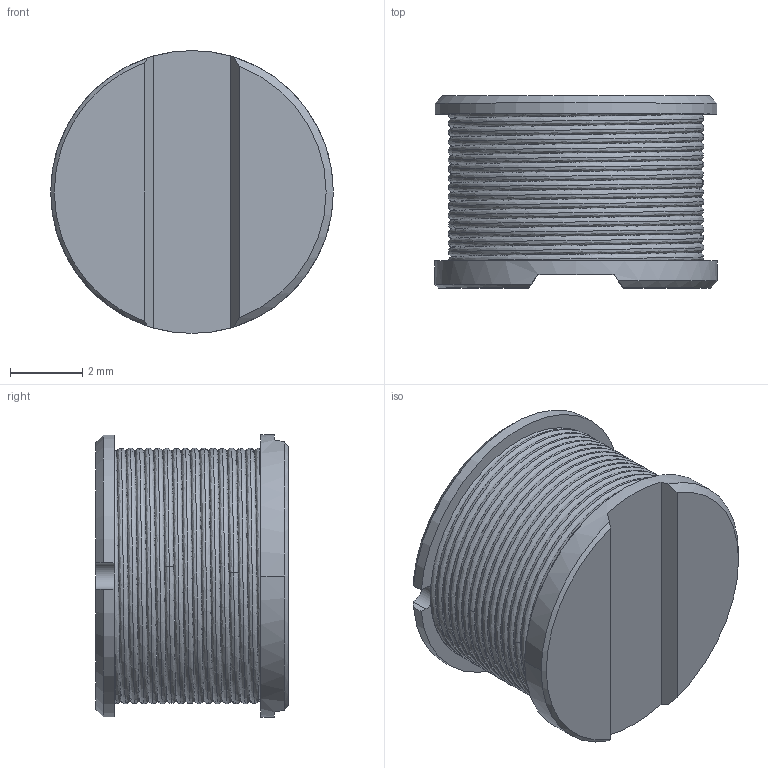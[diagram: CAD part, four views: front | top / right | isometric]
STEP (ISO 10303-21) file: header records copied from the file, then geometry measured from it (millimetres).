
FILE_DESCRIPTION((''),'2;1');
FILE_NAME('SDR0805','2012-08-15T',('ryans'),('Bourns, Inc.'),'PRO/ENGINEER BY PARAMETRIC TECHNOLOGY CORPORATION, 2010100','PRO/ENGINEER BY PARAMETRIC TECHNOLOGY CORPORATION, 2010100','');
FILE_SCHEMA(('CONFIG_CONTROL_DESIGN'));
Length unit declared in the file: millimetre
Products named in the file (1): SDR0805
Bounding box: 7.8 x 5.3 x 7.8 mm (x, y, z)
Volume: 69.2 mm3; surface area: 481.2 mm2
Topology: 1 solids, 1 shells, 37 faces, 88 edges, 54 vertices
Faces by surface type: plane 17, bspline 10, cylinder 6, cone 4
Entity records: 10900 total; most frequent: CARTESIAN_POINT 10103, ORIENTED_EDGE 176, DIRECTION 124, EDGE_CURVE 88, VERTEX_POINT 54, AXIS2_PLACEMENT_3D 53, B_SPLINE_CURVE_WITH_KNOTS 44, EDGE_LOOP 38
